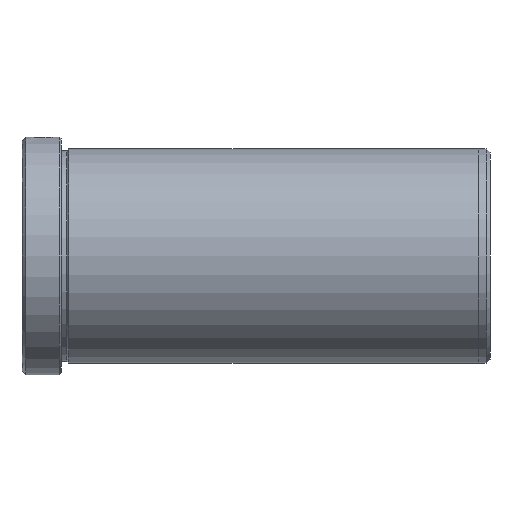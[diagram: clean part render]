
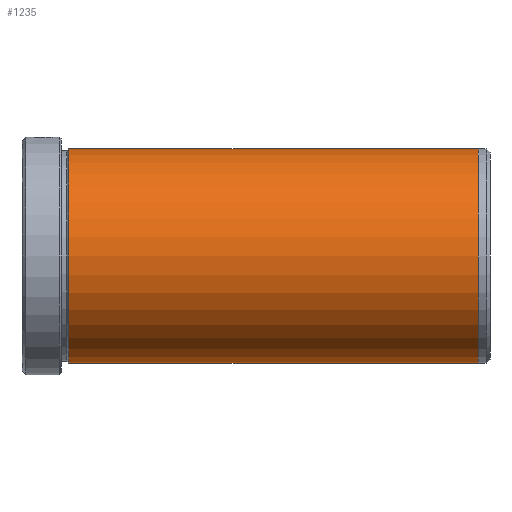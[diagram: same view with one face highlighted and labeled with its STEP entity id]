
A CAD part, left-side view. The second image highlights one B-rep face of the part: STEP entity #1235.
In plain terms, the highlighted cylindrical face has radius 27.5 mm (diameter 55 mm), a partial arc.
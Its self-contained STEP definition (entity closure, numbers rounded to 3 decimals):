
#190 = CARTESIAN_POINT ( 'NONE',  ( 0., -117., -27.5 ) ) ;
#197 = CARTESIAN_POINT ( 'NONE',  ( 0., 0., -27.5 ) ) ;
#241 = CARTESIAN_POINT ( 'NONE',  ( 0., -117., 0. ) ) ;
#330 = DIRECTION ( 'NONE',  ( 0., 1., 0. ) ) ;
#358 = CARTESIAN_POINT ( 'NONE',  ( 0., -12., -27.5 ) ) ;
#374 = VERTEX_POINT ( 'NONE', #1466 ) ;
#385 = DIRECTION ( 'NONE',  ( 0., 0., -1. ) ) ;
#396 = DIRECTION ( 'NONE',  ( 0., 1., 0. ) ) ;
#441 = ORIENTED_EDGE ( 'NONE', *, *, #1353, .T. ) ;
#509 = DIRECTION ( 'NONE',  ( 0., 1., 0. ) ) ;
#517 = DIRECTION ( 'NONE',  ( 0., 0., 1. ) ) ;
#558 = VECTOR ( 'NONE', #396, 1000. ) ;
#562 = VECTOR ( 'NONE', #330, 1000. ) ;
#658 = CARTESIAN_POINT ( 'NONE',  ( 0., 0., 0. ) ) ;
#687 = CIRCLE ( 'NONE', #1510, 27.5 ) ;
#688 = FACE_OUTER_BOUND ( 'NONE', #1452, .T. ) ;
#766 = ORIENTED_EDGE ( 'NONE', *, *, #946, .F. ) ;
#804 = EDGE_CURVE ( 'NONE', #1698, #1115, #927, .T. ) ;
#894 = CARTESIAN_POINT ( 'NONE',  ( 0., -12., 27.5 ) ) ;
#927 = LINE ( 'NONE', #197, #562 ) ;
#946 = EDGE_CURVE ( 'NONE', #374, #1698, #1177, .T. ) ;
#1070 = VERTEX_POINT ( 'NONE', #894 ) ;
#1115 = VERTEX_POINT ( 'NONE', #358 ) ;
#1177 = CIRCLE ( 'NONE', #1190, 27.5 ) ;
#1190 = AXIS2_PLACEMENT_3D ( 'NONE', #241, #1213, #385 ) ;
#1213 = DIRECTION ( 'NONE',  ( 0., -1., 0. ) ) ;
#1235 = ADVANCED_FACE ( 'NONE', ( #688 ), #1381, .T. ) ;
#1341 = CARTESIAN_POINT ( 'NONE',  ( 0., -12., 0. ) ) ;
#1353 = EDGE_CURVE ( 'NONE', #374, #1070, #1743, .T. ) ;
#1381 = CYLINDRICAL_SURFACE ( 'NONE', #1529, 27.5 ) ;
#1452 = EDGE_LOOP ( 'NONE', ( #1498, #766, #441, #1779 ) ) ;
#1466 = CARTESIAN_POINT ( 'NONE',  ( 0., -117., 27.5 ) ) ;
#1489 = DIRECTION ( 'NONE',  ( 0., 0., 1. ) ) ;
#1498 = ORIENTED_EDGE ( 'NONE', *, *, #804, .F. ) ;
#1510 = AXIS2_PLACEMENT_3D ( 'NONE', #1341, #509, #1489 ) ;
#1529 = AXIS2_PLACEMENT_3D ( 'NONE', #658, #1676, #517 ) ;
#1676 = DIRECTION ( 'NONE',  ( 0., 1., 0. ) ) ;
#1698 = VERTEX_POINT ( 'NONE', #190 ) ;
#1729 = EDGE_CURVE ( 'NONE', #1115, #1070, #687, .T. ) ;
#1743 = LINE ( 'NONE', #1804, #558 ) ;
#1779 = ORIENTED_EDGE ( 'NONE', *, *, #1729, .F. ) ;
#1804 = CARTESIAN_POINT ( 'NONE',  ( 0., 0., 27.5 ) ) ;
